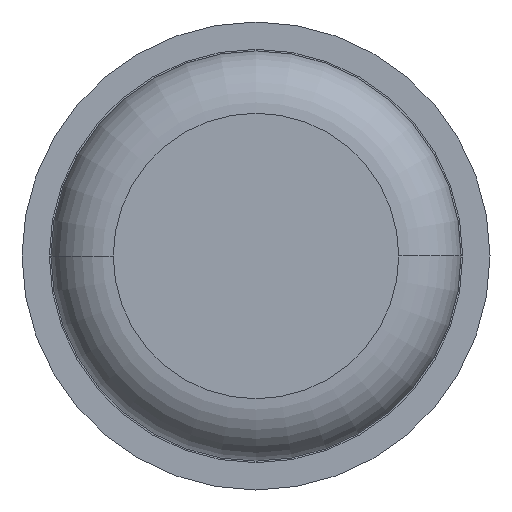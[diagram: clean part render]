
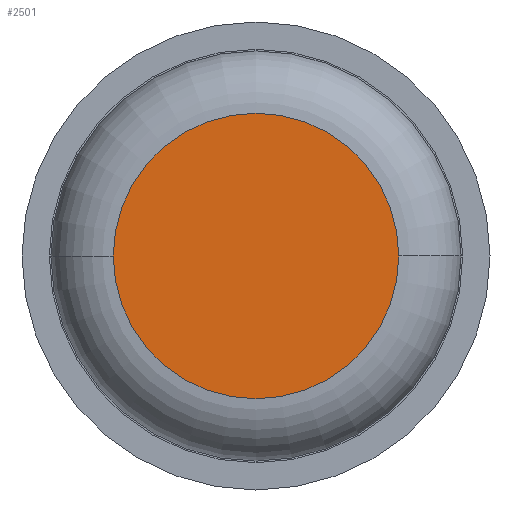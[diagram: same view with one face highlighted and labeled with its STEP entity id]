
A CAD part, front view. The second image highlights one B-rep face of the part: STEP entity #2501.
In plain terms, the highlighted planar face has unit normal (0, -1, 0).
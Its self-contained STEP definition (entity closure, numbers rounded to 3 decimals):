
#240 = CARTESIAN_POINT ( 'NONE',  ( 0.915, 0., 0. ) ) ;
#360 = DIRECTION ( 'NONE',  ( -1., 0., 0. ) ) ;
#592 = CARTESIAN_POINT ( 'NONE',  ( -0.915, 0., 0. ) ) ;
#717 = VERTEX_POINT ( 'NONE', #592 ) ;
#778 = AXIS2_PLACEMENT_3D ( 'NONE', #4368, #4399, #360 ) ;
#904 = EDGE_CURVE ( 'Defeature ausgef�hrt1_6+Defeature ausgef�hrt1_7+Defeature ausgef�hrt1_7+Defeature ausgef�hrt1_7', #4281, #717, #2894, .T. ) ;
#1106 = CIRCLE ( 'NONE', #1306, 0.915 ) ;
#1165 = CARTESIAN_POINT ( 'NONE',  ( 0., 0., 0. ) ) ;
#1306 = AXIS2_PLACEMENT_3D ( 'NONE', #1165, #3010, #1498 ) ;
#1498 = DIRECTION ( 'NONE',  ( -1., 0., 0. ) ) ;
#1814 = ORIENTED_EDGE ( 'NONE', *, *, #904, .T. ) ;
#2086 = DIRECTION ( 'NONE',  ( -1., 0., 0. ) ) ;
#2501 = ADVANCED_FACE ( 'Defeature ausgef�hrt1_6', ( #4179 ), #4385, .F. ) ;
#2623 = EDGE_LOOP ( 'NONE', ( #4489, #1814 ) ) ;
#2840 = EDGE_CURVE ( 'Defeature ausgef�hrt1_6+Defeature ausgef�hrt1_7+Defeature ausgef�hrt1_7+Defeature ausgef�hrt1_7', #717, #4281, #1106, .T. ) ;
#2859 = DIRECTION ( 'NONE',  ( 0., -1., 0. ) ) ;
#2894 = CIRCLE ( 'NONE', #3857, 0.915 ) ;
#3010 = DIRECTION ( 'NONE',  ( 0., -1., 0. ) ) ;
#3857 = AXIS2_PLACEMENT_3D ( 'NONE', #3928, #2859, #2086 ) ;
#3928 = CARTESIAN_POINT ( 'NONE',  ( 0., 0., 0. ) ) ;
#4179 = FACE_OUTER_BOUND ( 'NONE', #2623, .T. ) ;
#4281 = VERTEX_POINT ( 'NONE', #240 ) ;
#4368 = CARTESIAN_POINT ( 'NONE',  ( 0., 0., 0. ) ) ;
#4385 = PLANE ( 'NONE',  #778 ) ;
#4399 = DIRECTION ( 'NONE',  ( 0., 1., 0. ) ) ;
#4489 = ORIENTED_EDGE ( 'NONE', *, *, #2840, .T. ) ;
